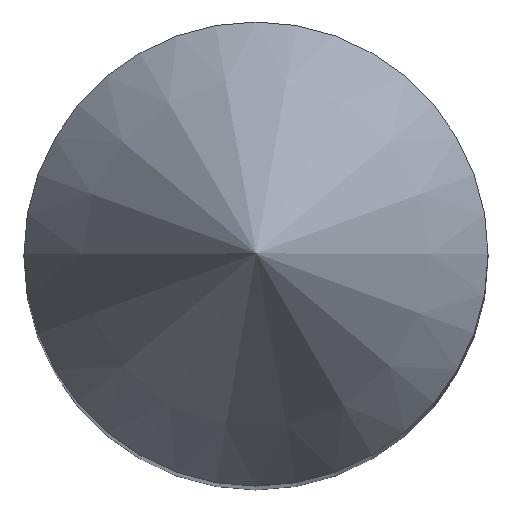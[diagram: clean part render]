
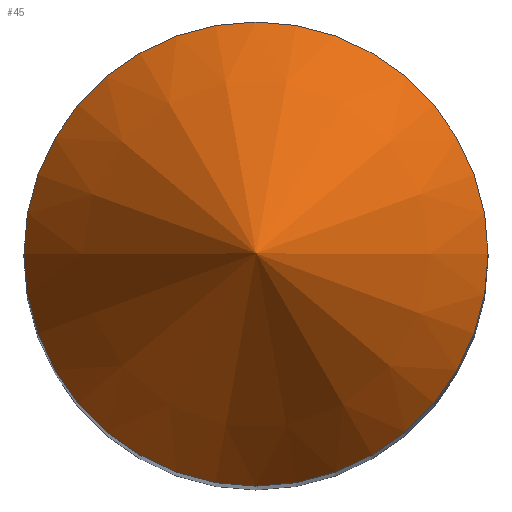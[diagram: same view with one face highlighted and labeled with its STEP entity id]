
A CAD part, top view. The second image highlights one B-rep face of the part: STEP entity #45.
In plain terms, the highlighted conical face has half-angle 30.964 degrees and reference radius 18 mm.
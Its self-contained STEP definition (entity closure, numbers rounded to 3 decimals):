
#17=FACE_OUTER_BOUND('',#20,.T.);
#20=EDGE_LOOP('',(#36,#37,#38));
#23=CIRCLE('',#51,18.);
#25=LINE('',#73,#27);
#27=VECTOR('',#59,18.);
#29=VERTEX_POINT('',#71);
#30=VERTEX_POINT('',#72);
#32=EDGE_CURVE('',#29,#30,#25,.T.);
#33=EDGE_CURVE('',#30,#30,#23,.T.);
#36=ORIENTED_EDGE('',*,*,#32,.T.);
#37=ORIENTED_EDGE('',*,*,#33,.T.);
#38=ORIENTED_EDGE('',*,*,#32,.F.);
#44=CONICAL_SURFACE('',#50,18.,0.54);
#45=ADVANCED_FACE('',(#17),#44,.T.);
#50=AXIS2_PLACEMENT_3D('',#70,#57,#58);
#51=AXIS2_PLACEMENT_3D('',#74,#60,#61);
#57=DIRECTION('center_axis',(0.,0.,-1.));
#58=DIRECTION('ref_axis',(1.,0.,0.));
#59=DIRECTION('',(-0.514,0.,-0.857));
#60=DIRECTION('center_axis',(0.,0.,1.));
#61=DIRECTION('ref_axis',(1.,0.,0.));
#70=CARTESIAN_POINT('Origin',(75.,75.,519.));
#71=CARTESIAN_POINT('',(75.,75.,549.));
#72=CARTESIAN_POINT('',(57.,75.,519.));
#73=CARTESIAN_POINT('',(57.,75.,519.));
#74=CARTESIAN_POINT('Origin',(75.,75.,519.));
